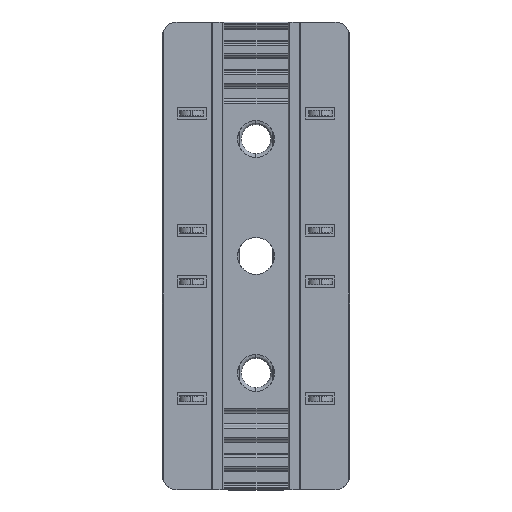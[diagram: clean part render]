
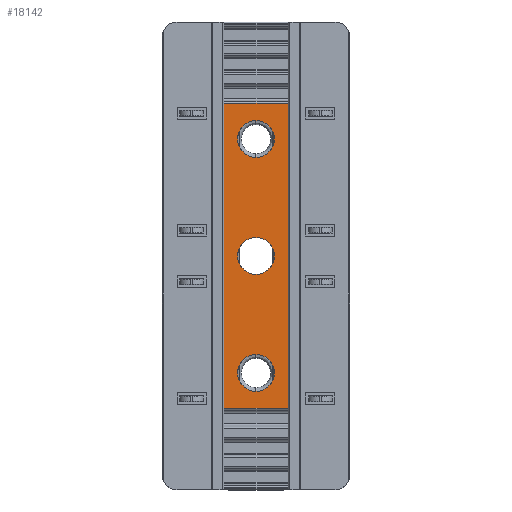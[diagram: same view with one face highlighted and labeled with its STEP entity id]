
A CAD part, top view. The second image highlights one B-rep face of the part: STEP entity #18142.
In plain terms, the highlighted planar face has unit normal (0, 0, 1).
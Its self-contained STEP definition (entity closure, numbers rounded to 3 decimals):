
#54 = CARTESIAN_POINT ( 'NONE',  ( 3.15, 20., 2. ) ) ;
#178 = CIRCLE ( 'NONE', #18080, 3.15 ) ;
#613 = DIRECTION ( 'NONE',  ( 0., 1., 0. ) ) ;
#1340 = EDGE_CURVE ( 'NONE', #15742, #16347, #5394, .T. ) ;
#1855 = DIRECTION ( 'NONE',  ( 0., 0., -1. ) ) ;
#2340 = EDGE_CURVE ( 'NONE', #10332, #12136, #8595, .T. ) ;
#2439 = VERTEX_POINT ( 'NONE', #3611 ) ;
#2910 = PLANE ( 'NONE',  #8185 ) ;
#2989 = ORIENTED_EDGE ( 'NONE', *, *, #1340, .T. ) ;
#3092 = DIRECTION ( 'NONE',  ( 0., -1., 0. ) ) ;
#3415 = DIRECTION ( 'NONE',  ( -1., 0., 0. ) ) ;
#3449 = FACE_BOUND ( 'NONE', #6021, .T. ) ;
#3611 = CARTESIAN_POINT ( 'NONE',  ( -5.5, -26.066, 2. ) ) ;
#3722 = CARTESIAN_POINT ( 'NONE',  ( -3.15, 0., 2. ) ) ;
#3923 = CARTESIAN_POINT ( 'NONE',  ( 5.5, -26.066, 2. ) ) ;
#4308 = ORIENTED_EDGE ( 'NONE', *, *, #7091, .T. ) ;
#4315 = CARTESIAN_POINT ( 'NONE',  ( 0., 20., 2. ) ) ;
#4551 = ORIENTED_EDGE ( 'NONE', *, *, #7028, .F. ) ;
#5011 = CARTESIAN_POINT ( 'NONE',  ( -3.15, 20., 2. ) ) ;
#5176 = EDGE_LOOP ( 'NONE', ( #4551, #5607, #5453, #17263 ) ) ;
#5394 = CIRCLE ( 'NONE', #5691, 3.15 ) ;
#5453 = ORIENTED_EDGE ( 'NONE', *, *, #9844, .F. ) ;
#5602 = DIRECTION ( 'NONE',  ( 0., 0., -1. ) ) ;
#5607 = ORIENTED_EDGE ( 'NONE', *, *, #9431, .F. ) ;
#5691 = AXIS2_PLACEMENT_3D ( 'NONE', #15061, #1855, #3415 ) ;
#6021 = EDGE_LOOP ( 'NONE', ( #2989, #11653 ) ) ;
#6113 = AXIS2_PLACEMENT_3D ( 'NONE', #18099, #18375, #15295 ) ;
#6496 = DIRECTION ( 'NONE',  ( 1., 0., 0. ) ) ;
#6956 = CARTESIAN_POINT ( 'NONE',  ( -3.15, -20., 2. ) ) ;
#7028 = EDGE_CURVE ( 'NONE', #7836, #10332, #14559, .T. ) ;
#7040 = CIRCLE ( 'NONE', #10028, 3.15 ) ;
#7091 = EDGE_CURVE ( 'NONE', #7217, #18885, #16867, .T. ) ;
#7217 = VERTEX_POINT ( 'NONE', #13022 ) ;
#7836 = VERTEX_POINT ( 'NONE', #11493 ) ;
#7952 = DIRECTION ( 'NONE',  ( -1., 0., 0. ) ) ;
#8185 = AXIS2_PLACEMENT_3D ( 'NONE', #13282, #12052, #14775 ) ;
#8399 = DIRECTION ( 'NONE',  ( 0., 0., -1. ) ) ;
#8595 = LINE ( 'NONE', #11713, #18061 ) ;
#9193 = LINE ( 'NONE', #9491, #18637 ) ;
#9265 = DIRECTION ( 'NONE',  ( -1., 0., 0. ) ) ;
#9431 = EDGE_CURVE ( 'NONE', #2439, #7836, #9193, .T. ) ;
#9491 = CARTESIAN_POINT ( 'NONE',  ( -5.5, 0., 2. ) ) ;
#9775 = CARTESIAN_POINT ( 'NONE',  ( 0., 20., 2. ) ) ;
#9844 = EDGE_CURVE ( 'NONE', #12136, #2439, #14261, .T. ) ;
#10009 = EDGE_LOOP ( 'NONE', ( #17403, #15640 ) ) ;
#10028 = AXIS2_PLACEMENT_3D ( 'NONE', #4315, #5602, #10147 ) ;
#10115 = AXIS2_PLACEMENT_3D ( 'NONE', #18094, #13668, #9265 ) ;
#10147 = DIRECTION ( 'NONE',  ( -1., 0., 0. ) ) ;
#10332 = VERTEX_POINT ( 'NONE', #10749 ) ;
#10732 = EDGE_CURVE ( 'NONE', #18885, #7217, #15622, .T. ) ;
#10749 = CARTESIAN_POINT ( 'NONE',  ( 5.5, 26.066, 2. ) ) ;
#10906 = CARTESIAN_POINT ( 'NONE',  ( 0., 26.066, 2. ) ) ;
#11198 = DIRECTION ( 'NONE',  ( -1., 0., 0. ) ) ;
#11323 = FACE_BOUND ( 'NONE', #10009, .T. ) ;
#11355 = ORIENTED_EDGE ( 'NONE', *, *, #10732, .T. ) ;
#11493 = CARTESIAN_POINT ( 'NONE',  ( -5.5, 26.066, 2. ) ) ;
#11565 = FACE_BOUND ( 'NONE', #13992, .T. ) ;
#11653 = ORIENTED_EDGE ( 'NONE', *, *, #18294, .T. ) ;
#11713 = CARTESIAN_POINT ( 'NONE',  ( 5.5, 0., 2. ) ) ;
#11774 = VERTEX_POINT ( 'NONE', #54 ) ;
#12052 = DIRECTION ( 'NONE',  ( 0., 0., -1. ) ) ;
#12136 = VERTEX_POINT ( 'NONE', #3923 ) ;
#12374 = CARTESIAN_POINT ( 'NONE',  ( 0., -20., 2. ) ) ;
#13022 = CARTESIAN_POINT ( 'NONE',  ( 3.15, 0., 2. ) ) ;
#13282 = CARTESIAN_POINT ( 'NONE',  ( 0., 0., 2. ) ) ;
#13668 = DIRECTION ( 'NONE',  ( 0., 0., -1. ) ) ;
#13671 = DIRECTION ( 'NONE',  ( -1., 0., 0. ) ) ;
#13713 = CIRCLE ( 'NONE', #15656, 3.15 ) ;
#13728 = DIRECTION ( 'NONE',  ( 0., 0., -1. ) ) ;
#13992 = EDGE_LOOP ( 'NONE', ( #11355, #4308 ) ) ;
#14019 = EDGE_CURVE ( 'NONE', #11774, #14216, #7040, .T. ) ;
#14216 = VERTEX_POINT ( 'NONE', #5011 ) ;
#14261 = LINE ( 'NONE', #16816, #14954 ) ;
#14559 = LINE ( 'NONE', #10906, #15499 ) ;
#14596 = CARTESIAN_POINT ( 'NONE',  ( 3.15, -20., 2. ) ) ;
#14775 = DIRECTION ( 'NONE',  ( -1., 0., 0. ) ) ;
#14954 = VECTOR ( 'NONE', #13671, 1000. ) ;
#15061 = CARTESIAN_POINT ( 'NONE',  ( 0., -20., 2. ) ) ;
#15295 = DIRECTION ( 'NONE',  ( -1., 0., 0. ) ) ;
#15499 = VECTOR ( 'NONE', #6496, 1000. ) ;
#15622 = CIRCLE ( 'NONE', #6113, 3.15 ) ;
#15640 = ORIENTED_EDGE ( 'NONE', *, *, #14019, .T. ) ;
#15656 = AXIS2_PLACEMENT_3D ( 'NONE', #9775, #8399, #11198 ) ;
#15684 = EDGE_CURVE ( 'NONE', #14216, #11774, #13713, .T. ) ;
#15742 = VERTEX_POINT ( 'NONE', #6956 ) ;
#16347 = VERTEX_POINT ( 'NONE', #14596 ) ;
#16816 = CARTESIAN_POINT ( 'NONE',  ( 0., -26.066, 2. ) ) ;
#16867 = CIRCLE ( 'NONE', #10115, 3.15 ) ;
#17263 = ORIENTED_EDGE ( 'NONE', *, *, #2340, .F. ) ;
#17403 = ORIENTED_EDGE ( 'NONE', *, *, #15684, .T. ) ;
#18061 = VECTOR ( 'NONE', #3092, 1000. ) ;
#18080 = AXIS2_PLACEMENT_3D ( 'NONE', #12374, #13728, #7952 ) ;
#18094 = CARTESIAN_POINT ( 'NONE',  ( 0., 0., 2. ) ) ;
#18099 = CARTESIAN_POINT ( 'NONE',  ( 0., 0., 2. ) ) ;
#18142 = ADVANCED_FACE ( 'NONE', ( #11565, #11323, #3449, #18699 ), #2910, .F. ) ;
#18294 = EDGE_CURVE ( 'NONE', #16347, #15742, #178, .T. ) ;
#18375 = DIRECTION ( 'NONE',  ( 0., 0., -1. ) ) ;
#18637 = VECTOR ( 'NONE', #613, 1000. ) ;
#18699 = FACE_OUTER_BOUND ( 'NONE', #5176, .T. ) ;
#18885 = VERTEX_POINT ( 'NONE', #3722 ) ;
